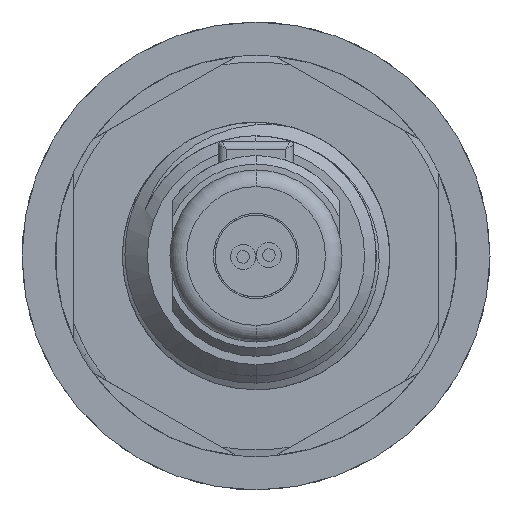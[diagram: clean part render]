
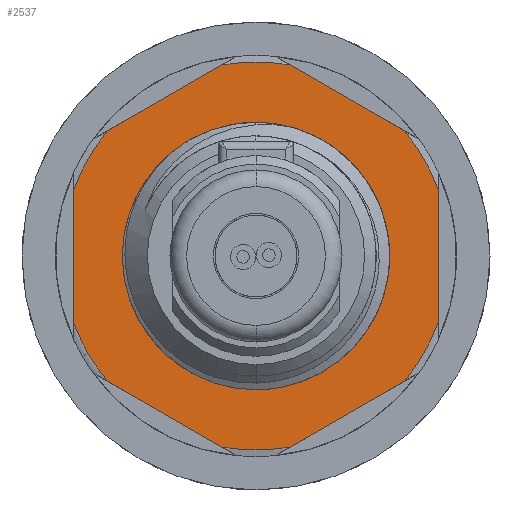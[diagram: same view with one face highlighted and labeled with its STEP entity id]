
A CAD part, front view. The second image highlights one B-rep face of the part: STEP entity #2537.
In plain terms, the highlighted face is planar.
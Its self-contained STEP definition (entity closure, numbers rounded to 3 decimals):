
#204 = DIRECTION ( 'NONE',  ( -0.5, -0.866, 0. ) ) ;
#277 = AXIS2_PLACEMENT_3D ( 'NONE', #6216, #3237, #11593 ) ;
#401 = CIRCLE ( 'NONE', #13168, 11.615 ) ;
#406 = DIRECTION ( 'NONE',  ( 0.5, 0.866, 0. ) ) ;
#428 = VERTEX_POINT ( 'NONE', #9151 ) ;
#454 = DIRECTION ( 'NONE',  ( 0., 0., 1. ) ) ;
#518 = CIRCLE ( 'NONE', #8087, 8. ) ;
#565 = EDGE_CURVE ( 'NONE', #12307, #10311, #776, .T. ) ;
#597 = EDGE_CURVE ( 'NONE', #5624, #1396, #2299, .T. ) ;
#600 = EDGE_CURVE ( 'NONE', #12677, #5624, #11607, .T. ) ;
#776 = CIRCLE ( 'NONE', #5075, 11.615 ) ;
#988 = VERTEX_POINT ( 'NONE', #11377 ) ;
#1032 = DIRECTION ( 'NONE',  ( 0., 0., 1. ) ) ;
#1171 = EDGE_CURVE ( 'NONE', #988, #10811, #2909, .T. ) ;
#1320 = CARTESIAN_POINT ( 'NONE',  ( -3.944, 10.925, 0. ) ) ;
#1396 = VERTEX_POINT ( 'NONE', #9570 ) ;
#1690 = VECTOR ( 'NONE', #204, 1000. ) ;
#1746 = EDGE_CURVE ( 'NONE', #3631, #428, #518, .T. ) ;
#2146 = EDGE_LOOP ( 'NONE', ( #4738, #13184, #12685, #6320, #12549, #3302, #8920, #10104, #3990, #8669, #7494, #10551, #3848 ) ) ;
#2153 = DIRECTION ( 'NONE',  ( 0.5, -0.866, 0. ) ) ;
#2248 = EDGE_CURVE ( 'NONE', #10811, #9567, #8129, .T. ) ;
#2299 = LINE ( 'NONE', #12679, #11392 ) ;
#2403 = DIRECTION ( 'NONE',  ( 1., 0., 0. ) ) ;
#2435 = LINE ( 'NONE', #11604, #1690 ) ;
#2458 = CARTESIAN_POINT ( 'NONE',  ( 0., 0., 0. ) ) ;
#2503 = FACE_OUTER_BOUND ( 'NONE', #2146, .T. ) ;
#2537 = ADVANCED_FACE ( 'NONE', ( #3314, #2503 ), #6431, .F. ) ;
#2721 = AXIS2_PLACEMENT_3D ( 'NONE', #3171, #5268, #9559 ) ;
#2820 = CARTESIAN_POINT ( 'NONE',  ( 0., 0., 0. ) ) ;
#2832 = VECTOR ( 'NONE', #9187, 1000. ) ;
#2909 = CIRCLE ( 'NONE', #6606, 11.615 ) ;
#3171 = CARTESIAN_POINT ( 'NONE',  ( 0., 0., 0. ) ) ;
#3237 = DIRECTION ( 'NONE',  ( 0., 0., -1. ) ) ;
#3302 = ORIENTED_EDGE ( 'NONE', *, *, #3406, .F. ) ;
#3314 = FACE_BOUND ( 'NONE', #4246, .T. ) ;
#3406 = EDGE_CURVE ( 'NONE', #9567, #8853, #4777, .T. ) ;
#3422 = EDGE_CURVE ( 'NONE', #4019, #988, #10213, .T. ) ;
#3428 = CIRCLE ( 'NONE', #3641, 11.615 ) ;
#3618 = DIRECTION ( 'NONE',  ( 0., 0., -1. ) ) ;
#3631 = VERTEX_POINT ( 'NONE', #4637 ) ;
#3641 = AXIS2_PLACEMENT_3D ( 'NONE', #2458, #6531, #11759 ) ;
#3848 = ORIENTED_EDGE ( 'NONE', *, *, #11054, .F. ) ;
#3963 = DIRECTION ( 'NONE',  ( 0., 0., 1. ) ) ;
#3990 = ORIENTED_EDGE ( 'NONE', *, *, #3422, .F. ) ;
#3996 = CARTESIAN_POINT ( 'NONE',  ( 3.944, -10.925, 0. ) ) ;
#4019 = VERTEX_POINT ( 'NONE', #7716 ) ;
#4077 = CARTESIAN_POINT ( 'NONE',  ( 0., 0., 0. ) ) ;
#4246 = EDGE_LOOP ( 'NONE', ( #5232, #6016 ) ) ;
#4392 = CARTESIAN_POINT ( 'NONE',  ( 0., 0., 0. ) ) ;
#4637 = CARTESIAN_POINT ( 'NONE',  ( -8., 0., 0. ) ) ;
#4647 = CARTESIAN_POINT ( 'NONE',  ( 0., 0., 0. ) ) ;
#4738 = ORIENTED_EDGE ( 'NONE', *, *, #565, .F. ) ;
#4777 = CIRCLE ( 'NONE', #6730, 11.615 ) ;
#4814 = CARTESIAN_POINT ( 'NONE',  ( -3.944, -10.925, 0. ) ) ;
#5012 = DIRECTION ( 'NONE',  ( 0., 0., 1. ) ) ;
#5031 = CARTESIAN_POINT ( 'NONE',  ( 12.615, 0., 0. ) ) ;
#5075 = AXIS2_PLACEMENT_3D ( 'NONE', #7444, #11602, #6572 ) ;
#5232 = ORIENTED_EDGE ( 'NONE', *, *, #6974, .F. ) ;
#5268 = DIRECTION ( 'NONE',  ( 0., 0., 1. ) ) ;
#5377 = CARTESIAN_POINT ( 'NONE',  ( 3.944, 10.925, 0. ) ) ;
#5624 = VERTEX_POINT ( 'NONE', #7184 ) ;
#5799 = VECTOR ( 'NONE', #8021, 1000. ) ;
#6016 = ORIENTED_EDGE ( 'NONE', *, *, #1746, .F. ) ;
#6041 = DIRECTION ( 'NONE',  ( -1., 0., 0. ) ) ;
#6102 = CIRCLE ( 'NONE', #277, 8. ) ;
#6178 = DIRECTION ( 'NONE',  ( -1., 0., 0. ) ) ;
#6216 = CARTESIAN_POINT ( 'NONE',  ( 0., 0., 0. ) ) ;
#6297 = CARTESIAN_POINT ( 'NONE',  ( 6.308, 10.925, 0. ) ) ;
#6320 = ORIENTED_EDGE ( 'NONE', *, *, #11245, .F. ) ;
#6431 = PLANE ( 'NONE',  #12407 ) ;
#6531 = DIRECTION ( 'NONE',  ( 0., 0., 1. ) ) ;
#6572 = DIRECTION ( 'NONE',  ( -1., 0., 0. ) ) ;
#6597 = VERTEX_POINT ( 'NONE', #7452 ) ;
#6606 = AXIS2_PLACEMENT_3D ( 'NONE', #4647, #454, #6623 ) ;
#6623 = DIRECTION ( 'NONE',  ( -1., 0., 0. ) ) ;
#6687 = AXIS2_PLACEMENT_3D ( 'NONE', #4077, #5012, #6041 ) ;
#6694 = VERTEX_POINT ( 'NONE', #6782 ) ;
#6713 = DIRECTION ( 'NONE',  ( 0., 0., 1. ) ) ;
#6730 = AXIS2_PLACEMENT_3D ( 'NONE', #2820, #3963, #8037 ) ;
#6782 = CARTESIAN_POINT ( 'NONE',  ( -11.433, -2.047, 0. ) ) ;
#6973 = VERTEX_POINT ( 'NONE', #12531 ) ;
#6974 = EDGE_CURVE ( 'NONE', #428, #3631, #6102, .T. ) ;
#7108 = DIRECTION ( 'NONE',  ( -1., 0., 0. ) ) ;
#7184 = CARTESIAN_POINT ( 'NONE',  ( 7.489, -8.878, 0. ) ) ;
#7295 = CARTESIAN_POINT ( 'NONE',  ( -12.615, 0., 0. ) ) ;
#7444 = CARTESIAN_POINT ( 'NONE',  ( 0., 0., 0. ) ) ;
#7452 = CARTESIAN_POINT ( 'NONE',  ( -11.433, 2.047, 0. ) ) ;
#7494 = ORIENTED_EDGE ( 'NONE', *, *, #597, .F. ) ;
#7716 = CARTESIAN_POINT ( 'NONE',  ( 11.433, 2.047, 0. ) ) ;
#7967 = CIRCLE ( 'NONE', #6687, 11.615 ) ;
#8021 = DIRECTION ( 'NONE',  ( 1., 0., 0. ) ) ;
#8037 = DIRECTION ( 'NONE',  ( -1., 0., 0. ) ) ;
#8087 = AXIS2_PLACEMENT_3D ( 'NONE', #8575, #3618, #2403 ) ;
#8129 = LINE ( 'NONE', #6297, #8294 ) ;
#8294 = VECTOR ( 'NONE', #7108, 1000. ) ;
#8542 = DIRECTION ( 'NONE',  ( 1., 0., 0. ) ) ;
#8575 = CARTESIAN_POINT ( 'NONE',  ( 0., 0., 0. ) ) ;
#8591 = EDGE_CURVE ( 'NONE', #6694, #12307, #11311, .T. ) ;
#8669 = ORIENTED_EDGE ( 'NONE', *, *, #11302, .F. ) ;
#8853 = VERTEX_POINT ( 'NONE', #8978 ) ;
#8920 = ORIENTED_EDGE ( 'NONE', *, *, #2248, .F. ) ;
#8978 = CARTESIAN_POINT ( 'NONE',  ( -7.489, 8.878, 0. ) ) ;
#9151 = CARTESIAN_POINT ( 'NONE',  ( 8., 0., 0. ) ) ;
#9187 = DIRECTION ( 'NONE',  ( -0.5, 0.866, 0. ) ) ;
#9559 = DIRECTION ( 'NONE',  ( -1., 0., 0. ) ) ;
#9567 = VERTEX_POINT ( 'NONE', #1320 ) ;
#9570 = CARTESIAN_POINT ( 'NONE',  ( 11.433, -2.047, 0. ) ) ;
#10104 = ORIENTED_EDGE ( 'NONE', *, *, #1171, .F. ) ;
#10213 = LINE ( 'NONE', #5031, #2832 ) ;
#10311 = VERTEX_POINT ( 'NONE', #4814 ) ;
#10551 = ORIENTED_EDGE ( 'NONE', *, *, #600, .F. ) ;
#10811 = VERTEX_POINT ( 'NONE', #5377 ) ;
#11054 = EDGE_CURVE ( 'NONE', #10311, #12677, #13111, .T. ) ;
#11245 = EDGE_CURVE ( 'NONE', #6597, #6973, #401, .T. ) ;
#11302 = EDGE_CURVE ( 'NONE', #1396, #4019, #7967, .T. ) ;
#11311 = LINE ( 'NONE', #7295, #12195 ) ;
#11377 = CARTESIAN_POINT ( 'NONE',  ( 7.489, 8.878, 0. ) ) ;
#11392 = VECTOR ( 'NONE', #406, 1000. ) ;
#11494 = EDGE_CURVE ( 'NONE', #6973, #6694, #3428, .T. ) ;
#11593 = DIRECTION ( 'NONE',  ( 1., 0., 0. ) ) ;
#11602 = DIRECTION ( 'NONE',  ( 0., 0., 1. ) ) ;
#11604 = CARTESIAN_POINT ( 'NONE',  ( -6.308, 10.925, 0. ) ) ;
#11607 = CIRCLE ( 'NONE', #2721, 11.615 ) ;
#11759 = DIRECTION ( 'NONE',  ( -1., 0., 0. ) ) ;
#11965 = CARTESIAN_POINT ( 'NONE',  ( -6.308, -10.925, 0. ) ) ;
#12195 = VECTOR ( 'NONE', #2153, 1000. ) ;
#12307 = VERTEX_POINT ( 'NONE', #12672 ) ;
#12407 = AXIS2_PLACEMENT_3D ( 'NONE', #4392, #6713, #8542 ) ;
#12531 = CARTESIAN_POINT ( 'NONE',  ( -11.615, 0., 0. ) ) ;
#12549 = ORIENTED_EDGE ( 'NONE', *, *, #12827, .F. ) ;
#12562 = CARTESIAN_POINT ( 'NONE',  ( 0., 0., 0. ) ) ;
#12672 = CARTESIAN_POINT ( 'NONE',  ( -7.489, -8.878, 0. ) ) ;
#12677 = VERTEX_POINT ( 'NONE', #3996 ) ;
#12679 = CARTESIAN_POINT ( 'NONE',  ( 6.308, -10.925, 0. ) ) ;
#12685 = ORIENTED_EDGE ( 'NONE', *, *, #11494, .F. ) ;
#12827 = EDGE_CURVE ( 'NONE', #8853, #6597, #2435, .T. ) ;
#13111 = LINE ( 'NONE', #11965, #5799 ) ;
#13168 = AXIS2_PLACEMENT_3D ( 'NONE', #12562, #1032, #6178 ) ;
#13184 = ORIENTED_EDGE ( 'NONE', *, *, #8591, .F. ) ;
